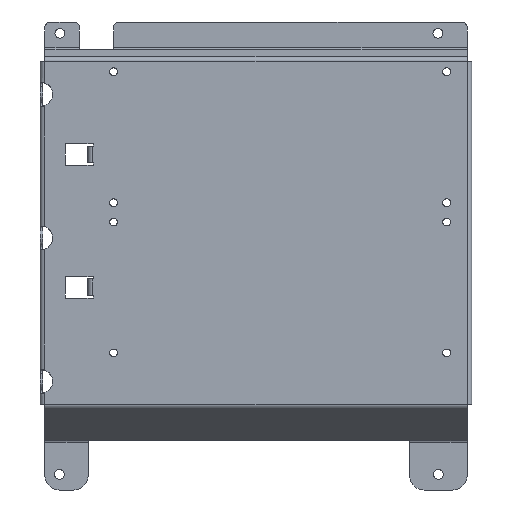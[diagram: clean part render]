
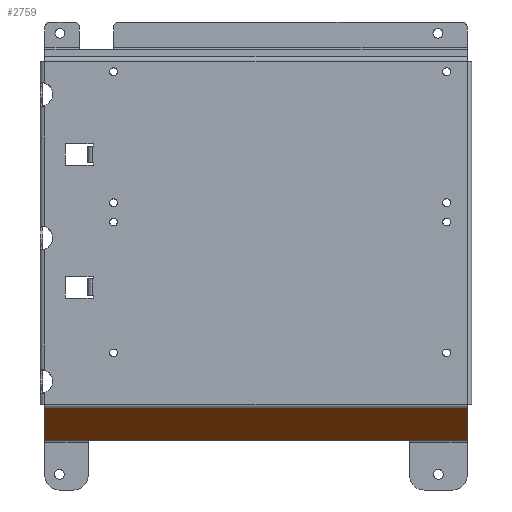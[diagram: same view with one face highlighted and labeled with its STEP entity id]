
A CAD part, front view. The second image highlights one B-rep face of the part: STEP entity #2759.
In plain terms, the highlighted planar face has unit normal (0, -0.602, -0.799).
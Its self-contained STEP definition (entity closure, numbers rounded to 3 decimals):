
#126=PLANE('',#2979);
#227=FACE_OUTER_BOUND('',#396,.T.);
#396=EDGE_LOOP('',(#2037,#2038,#2039,#2040,#2041,#2042));
#655=LINE('',#4302,#890);
#656=LINE('',#4304,#891);
#657=LINE('',#4305,#892);
#658=LINE('',#4307,#893);
#659=LINE('',#4309,#894);
#660=LINE('',#4310,#895);
#890=VECTOR('',#3455,10.);
#891=VECTOR('',#3456,10.);
#892=VECTOR('',#3457,10.);
#893=VECTOR('',#3458,10.);
#894=VECTOR('',#3459,10.);
#895=VECTOR('',#3460,10.);
#1276=VERTEX_POINT('',#4269);
#1285=VERTEX_POINT('',#4300);
#1286=VERTEX_POINT('',#4301);
#1287=VERTEX_POINT('',#4303);
#1288=VERTEX_POINT('',#4306);
#1289=VERTEX_POINT('',#4308);
#1577=EDGE_CURVE('',#1285,#1286,#655,.T.);
#1578=EDGE_CURVE('',#1286,#1287,#656,.T.);
#1579=EDGE_CURVE('',#1287,#1276,#657,.T.);
#1580=EDGE_CURVE('',#1276,#1288,#658,.T.);
#1581=EDGE_CURVE('',#1289,#1288,#659,.T.);
#1582=EDGE_CURVE('',#1289,#1285,#660,.T.);
#2037=ORIENTED_EDGE('',*,*,#1577,.T.);
#2038=ORIENTED_EDGE('',*,*,#1578,.T.);
#2039=ORIENTED_EDGE('',*,*,#1579,.T.);
#2040=ORIENTED_EDGE('',*,*,#1580,.T.);
#2041=ORIENTED_EDGE('',*,*,#1581,.F.);
#2042=ORIENTED_EDGE('',*,*,#1582,.T.);
#2759=ADVANCED_FACE('',(#227),#126,.F.);
#2979=AXIS2_PLACEMENT_3D('',#4299,#3453,#3454);
#3453=DIRECTION('center_axis',(0.,0.602,0.799));
#3454=DIRECTION('ref_axis',(0.,-0.799,0.602));
#3455=DIRECTION('',(0.,0.799,-0.602));
#3456=DIRECTION('',(1.,0.,0.));
#3457=DIRECTION('',(1.,0.,0.));
#3458=DIRECTION('',(1.,0.,0.));
#3459=DIRECTION('',(0.,0.799,-0.602));
#3460=DIRECTION('',(-1.,0.,0.));
#4269=CARTESIAN_POINT('',(-169.253,76.096,64.688));
#4299=CARTESIAN_POINT('Origin',(-328.753,53.247,81.906));
#4300=CARTESIAN_POINT('',(-542.645,31.931,97.969));
#4301=CARTESIAN_POINT('',(-542.645,76.096,64.688));
#4302=CARTESIAN_POINT('',(-542.645,60.014,76.807));
#4303=CARTESIAN_POINT('',(-498.253,76.096,64.688));
#4304=CARTESIAN_POINT('',(-219.503,76.096,64.688));
#4305=CARTESIAN_POINT('',(-219.503,76.096,64.688));
#4306=CARTESIAN_POINT('',(-110.253,76.096,64.688));
#4307=CARTESIAN_POINT('',(-219.503,76.096,64.688));
#4308=CARTESIAN_POINT('',(-110.253,31.931,97.969));
#4309=CARTESIAN_POINT('',(-110.253,31.931,97.969));
#4310=CARTESIAN_POINT('',(-328.753,31.931,97.969));
